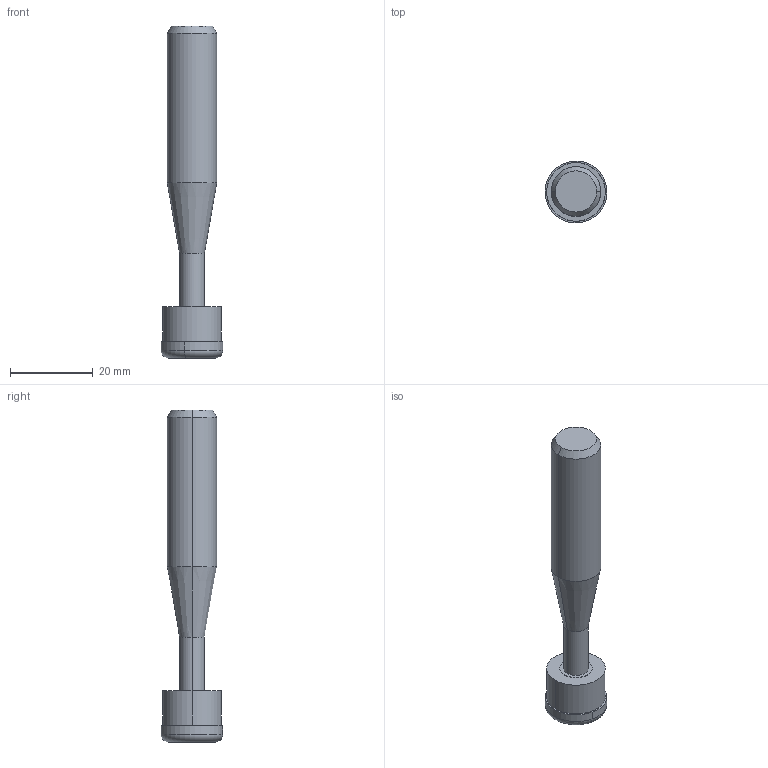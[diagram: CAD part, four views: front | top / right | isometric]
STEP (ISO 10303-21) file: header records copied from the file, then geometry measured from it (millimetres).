
FILE_DESCRIPTION (( 'STEP AP214' ), '1' );
FILE_NAME ('TA-00409.STEP', '2026-03-17T09:56:24', ( '' ), ( '' ), 'SwSTEP 2.0', 'SolidWorks 2023', '' );
FILE_SCHEMA (( 'AUTOMOTIVE_DESIGN' ));
Length unit declared in the file: millimetre
Products named in the file (5): VT-00012; VP-00129_Formed; TR-00004; VR-00023; TA-00409
Assembly tree (4 placements, depth 3):
  TA-00409
    VR-00023
      VT-00012
      TR-00004
    VP-00129_Formed
Bounding box: 14.97 x 14.97 x 80.4 mm (x, y, z)
Volume: 7779.6 mm3; surface area: 4190.9 mm2
Topology: 3 solids, 3 shells, 37 faces, 68 edges, 40 vertices
Faces by surface type: cylinder 14, torus 10, plane 9, cone 4
Entity records: 1071 total; most frequent: DIRECTION 208, CARTESIAN_POINT 153, ORIENTED_EDGE 136, AXIS2_PLACEMENT_3D 95, EDGE_CURVE 68, CIRCLE 50, EDGE_LOOP 40, VERTEX_POINT 40
